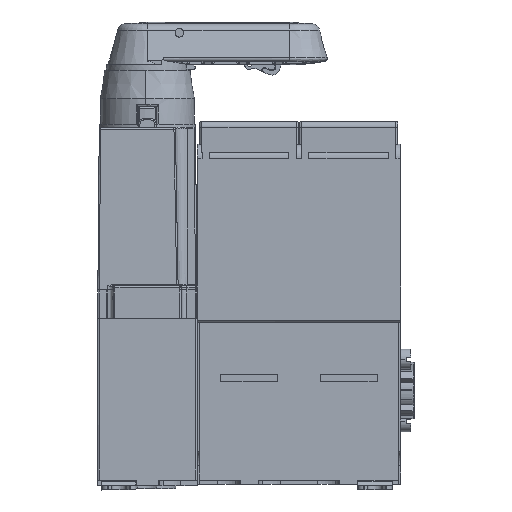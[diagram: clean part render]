
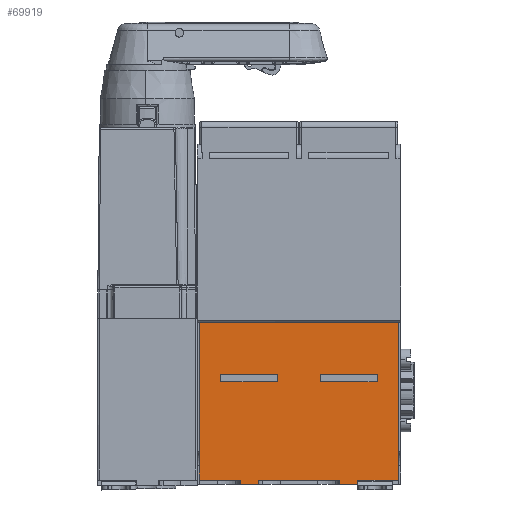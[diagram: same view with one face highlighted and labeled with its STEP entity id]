
A CAD part, left-side view. The second image highlights one B-rep face of the part: STEP entity #69919.
In plain terms, the highlighted planar face has unit normal (-1, 0, 0).
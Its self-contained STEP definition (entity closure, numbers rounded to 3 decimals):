
#1617=DIRECTION('',(0.,0.,1.));
#1618=VECTOR('',#1617,55.5);
#1619=CARTESIAN_POINT('',(-50.,-88.25,3.));
#1620=LINE('',#1619,#1618);
#17195=DIRECTION('',(0.,0.,-1.));
#17196=VECTOR('',#17195,55.5);
#17197=CARTESIAN_POINT('',(-50.,-18.25,
58.5));
#17198=LINE('',#17197,#17196);
#17215=DIRECTION('',(0.,1.,0.));
#17216=VECTOR('',#17215,70.);
#17217=CARTESIAN_POINT('',(-50.,-88.25,58.5));
#17218=LINE('',#17217,#17216);
#17219=DIRECTION('',(0.,1.,0.));
#17220=VECTOR('',#17219,6.3);
#17221=CARTESIAN_POINT('',(-50.,-73.9,1.5));
#17222=LINE('',#17221,#17220);
#17223=DIRECTION('',(0.,0.,1.));
#17224=VECTOR('',#17223,1.5);
#17225=CARTESIAN_POINT('',(-50.,-67.6,1.5));
#17226=LINE('',#17225,#17224);
#17227=DIRECTION('',(0.,1.,0.));
#17228=VECTOR('',#17227,6.3);
#17229=CARTESIAN_POINT('',(-50.,-38.9,1.5));
#17230=LINE('',#17229,#17228);
#17231=DIRECTION('',(0.,0.,1.));
#17232=VECTOR('',#17231,1.5);
#17233=CARTESIAN_POINT('',(-50.,-32.6,1.5));
#17234=LINE('',#17233,#17232);
#17235=DIRECTION('',(0.,1.,0.));
#17236=VECTOR('',#17235,14.35);
#17237=CARTESIAN_POINT('',(-50.,-32.6,3.));
#17238=LINE('',#17237,#17236);
#17239=DIRECTION('',(0.,1.,0.));
#17240=VECTOR('',#17239,18.4);
#17241=CARTESIAN_POINT('',(-50.,-44.95,40.));
#17242=LINE('',#17241,#17240);
#17243=DIRECTION('',(0.,0.,1.));
#17244=VECTOR('',#17243,2.5);
#17245=CARTESIAN_POINT('',(-50.,-26.55,
37.5));
#17246=LINE('',#17245,#17244);
#17247=DIRECTION('',(0.,1.,0.));
#17248=VECTOR('',#17247,18.4);
#17249=CARTESIAN_POINT('',(-50.,-44.95,37.5));
#17250=LINE('',#17249,#17248);
#17251=DIRECTION('',(0.,0.,1.));
#17252=VECTOR('',#17251,2.5);
#17253=CARTESIAN_POINT('',(-50.,-44.95,37.5));
#17254=LINE('',#17253,#17252);
#17255=DIRECTION('',(0.,1.,0.));
#17256=VECTOR('',#17255,18.4);
#17257=CARTESIAN_POINT('',(-50.,-79.95,40.));
#17258=LINE('',#17257,#17256);
#17259=DIRECTION('',(0.,0.,1.));
#17260=VECTOR('',#17259,2.5);
#17261=CARTESIAN_POINT('',(-50.,-61.55,37.5));
#17262=LINE('',#17261,#17260);
#17263=DIRECTION('',(0.,1.,0.));
#17264=VECTOR('',#17263,18.4);
#17265=CARTESIAN_POINT('',(-50.,-79.95,37.5));
#17266=LINE('',#17265,#17264);
#17267=DIRECTION('',(0.,0.,1.));
#17268=VECTOR('',#17267,2.5);
#17269=CARTESIAN_POINT('',(-50.,-79.95,37.5));
#17270=LINE('',#17269,#17268);
#17271=DIRECTION('',(0.,-1.,0.));
#17272=VECTOR('',#17271,14.35);
#17273=CARTESIAN_POINT('',(-50.,-73.9,3.));
#17274=LINE('',#17273,#17272);
#17347=DIRECTION('',(0.,-1.,0.));
#17348=VECTOR('',#17347,28.7);
#17349=CARTESIAN_POINT('',(-50.,-38.9,3.));
#17350=LINE('',#17349,#17348);
#17414=DIRECTION('',(0.,0.,1.));
#17415=VECTOR('',#17414,1.5);
#17416=CARTESIAN_POINT('',(-50.,-73.9,1.5));
#17417=LINE('',#17416,#17415);
#17578=DIRECTION('',(0.,0.,1.));
#17579=VECTOR('',#17578,1.5);
#17580=CARTESIAN_POINT('',(-50.,-38.9,1.5));
#17581=LINE('',#17580,#17579);
#36385=CARTESIAN_POINT('',(-50.,-32.6,1.5));
#36386=CARTESIAN_POINT('',(-50.,-32.6,3.));
#36387=VERTEX_POINT('',#36385);
#36388=VERTEX_POINT('',#36386);
#36389=CARTESIAN_POINT('',(-50.,-18.25,3.));
#36390=VERTEX_POINT('',#36389);
#36469=CARTESIAN_POINT('',(-50.,-18.25,
58.5));
#36470=VERTEX_POINT('',#36469);
#36560=CARTESIAN_POINT('',(-50.,-38.9,3.));
#36562=VERTEX_POINT('',#36560);
#36566=CARTESIAN_POINT('',(-50.,-38.9,1.5));
#36567=VERTEX_POINT('',#36566);
#36658=CARTESIAN_POINT('',(-50.,-44.95,40.));
#36659=CARTESIAN_POINT('',(-50.,-26.55,
40.));
#36660=VERTEX_POINT('',#36658);
#36661=VERTEX_POINT('',#36659);
#36662=CARTESIAN_POINT('',(-50.,-44.95,37.5));
#36663=VERTEX_POINT('',#36662);
#36664=CARTESIAN_POINT('',(-50.,-26.55,
37.5));
#36665=VERTEX_POINT('',#36664);
#36674=CARTESIAN_POINT('',(-50.,-67.6,1.5));
#36675=CARTESIAN_POINT('',(-50.,-67.6,3.));
#36676=VERTEX_POINT('',#36674);
#36677=VERTEX_POINT('',#36675);
#36794=CARTESIAN_POINT('',(-50.,-88.25,3.));
#36795=VERTEX_POINT('',#36794);
#36806=CARTESIAN_POINT('',(-50.,-73.9,3.));
#36808=VERTEX_POINT('',#36806);
#36812=CARTESIAN_POINT('',(-50.,-73.9,1.5));
#36813=VERTEX_POINT('',#36812);
#36814=CARTESIAN_POINT('',(-50.,-88.25,58.5));
#36815=VERTEX_POINT('',#36814);
#37247=CARTESIAN_POINT('',(-50.,-79.95,40.));
#37248=CARTESIAN_POINT('',(-50.,-61.55,40.));
#37249=VERTEX_POINT('',#37247);
#37250=VERTEX_POINT('',#37248);
#37251=CARTESIAN_POINT('',(-50.,-79.95,37.5));
#37252=VERTEX_POINT('',#37251);
#37253=CARTESIAN_POINT('',(-50.,-61.55,37.5));
#37254=VERTEX_POINT('',#37253);
#69871=CARTESIAN_POINT('',(-50.,-27.,
28.25));
#69872=DIRECTION('',(1.,0.,0.));
#69873=DIRECTION('',(0.,0.,1.));
#69874=AXIS2_PLACEMENT_3D('',#69871,#69872,#69873);
#69875=PLANE('',#69874);
#69876=ORIENTED_EDGE('',*,*,#69858,.F.);
#69877=ORIENTED_EDGE('',*,*,#42709,.F.);
#69879=ORIENTED_EDGE('',*,*,#69878,.F.);
#69881=ORIENTED_EDGE('',*,*,#69880,.F.);
#69883=ORIENTED_EDGE('',*,*,#69882,.T.);
#69885=ORIENTED_EDGE('',*,*,#69884,.T.);
#69887=ORIENTED_EDGE('',*,*,#69886,.F.);
#69889=ORIENTED_EDGE('',*,*,#69888,.F.);
#69891=ORIENTED_EDGE('',*,*,#69890,.T.);
#69893=ORIENTED_EDGE('',*,*,#69892,.T.);
#69895=ORIENTED_EDGE('',*,*,#69894,.T.);
#69896=ORIENTED_EDGE('',*,*,#69805,.F.);
#69897=EDGE_LOOP('',(#69876,#69877,#69879,#69881,#69883,#69885,#69887,#69889,
#69891,#69893,#69895,#69896));
#69898=FACE_OUTER_BOUND('',#69897,.F.);
#69900=ORIENTED_EDGE('',*,*,#69899,.T.);
#69902=ORIENTED_EDGE('',*,*,#69901,.F.);
#69904=ORIENTED_EDGE('',*,*,#69903,.F.);
#69906=ORIENTED_EDGE('',*,*,#69905,.T.);
#69907=EDGE_LOOP('',(#69900,#69902,#69904,#69906));
#69908=FACE_BOUND('',#69907,.F.);
#69910=ORIENTED_EDGE('',*,*,#69909,.T.);
#69912=ORIENTED_EDGE('',*,*,#69911,.F.);
#69914=ORIENTED_EDGE('',*,*,#69913,.F.);
#69916=ORIENTED_EDGE('',*,*,#69915,.T.);
#69917=EDGE_LOOP('',(#69910,#69912,#69914,#69916));
#69918=FACE_BOUND('',#69917,.F.);
#42709=EDGE_CURVE('',#36795,#36815,#1620,.T.);
#69805=EDGE_CURVE('',#36470,#36390,#17198,.T.);
#69858=EDGE_CURVE('',#36815,#36470,#17218,.T.);
#69878=EDGE_CURVE('',#36808,#36795,#17274,.T.);
#69880=EDGE_CURVE('',#36813,#36808,#17417,.T.);
#69882=EDGE_CURVE('',#36813,#36676,#17222,.T.);
#69884=EDGE_CURVE('',#36676,#36677,#17226,.T.);
#69886=EDGE_CURVE('',#36562,#36677,#17350,.T.);
#69888=EDGE_CURVE('',#36567,#36562,#17581,.T.);
#69890=EDGE_CURVE('',#36567,#36387,#17230,.T.);
#69892=EDGE_CURVE('',#36387,#36388,#17234,.T.);
#69894=EDGE_CURVE('',#36388,#36390,#17238,.T.);
#69899=EDGE_CURVE('',#36660,#36661,#17242,.T.);
#69901=EDGE_CURVE('',#36665,#36661,#17246,.T.);
#69903=EDGE_CURVE('',#36663,#36665,#17250,.T.);
#69905=EDGE_CURVE('',#36663,#36660,#17254,.T.);
#69909=EDGE_CURVE('',#37249,#37250,#17258,.T.);
#69911=EDGE_CURVE('',#37254,#37250,#17262,.T.);
#69913=EDGE_CURVE('',#37252,#37254,#17266,.T.);
#69915=EDGE_CURVE('',#37252,#37249,#17270,.T.);
#69919=ADVANCED_FACE('',(#69898,#69908,#69918),#69875,.F.);
